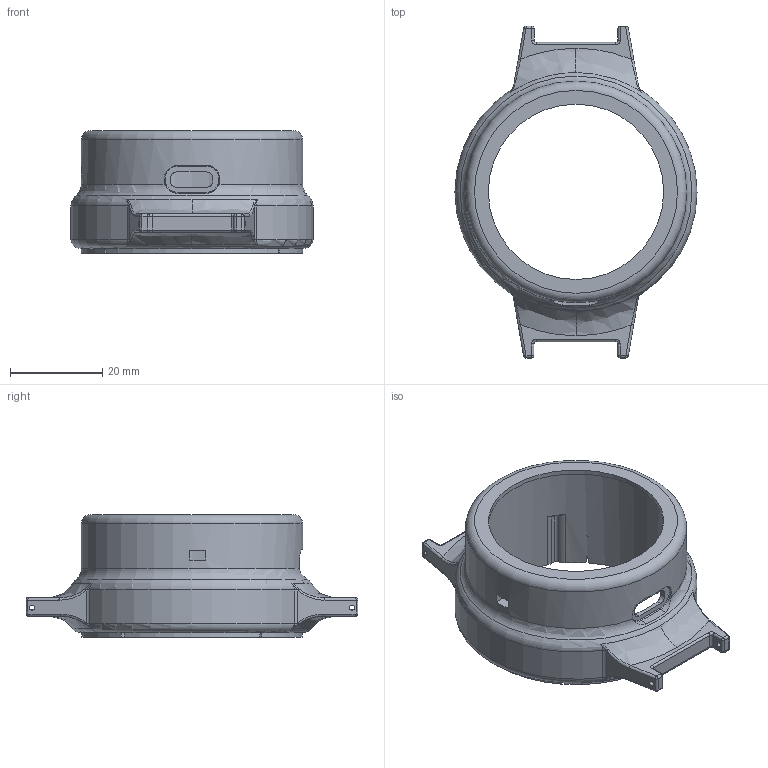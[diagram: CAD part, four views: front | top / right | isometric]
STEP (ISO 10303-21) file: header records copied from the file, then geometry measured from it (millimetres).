
FILE_DESCRIPTION(/* description */ (''),/* implementation_level */ '2;1');
FILE_NAME(/* name */ 'Case1.step',/* time_stamp */ '2025-07-30T18:52:29-04:00',/* author */ (''),/* organization */ (''),/* preprocessor_version */ 'ST-DEVELOPER v20.1',/* originating_system */ 'Autodesk Translation Framework v14.10.0.0',/* authorisation */ '');
FILE_SCHEMA (('AUTOMOTIVE_DESIGN { 1 0 10303 214 3 1 1 }'));
Length unit declared in the file: millimetre
Products named in the file (1): Case
Bounding box: 52.5 x 71.97 x 26.6 mm (x, y, z)
Volume: 13957 mm3; surface area: 10415.4 mm2
Topology: 1 solids, 1 shells, 206 faces, 529 edges, 317 vertices
Faces by surface type: cylinder 83, plane 51, bspline 36, torus 18, sphere 14, cone 4
Full cylindrical faces by diameter (mm): 1.1 x4, 38 x1, 43.8 x1, 48 x1
Entity records: 7445 total; most frequent: CARTESIAN_POINT 2588, ORIENTED_EDGE 1042, DIRECTION 989, EDGE_CURVE 521, AXIS2_PLACEMENT_3D 411, VERTEX_POINT 317, CIRCLE 233, EDGE_LOOP 220
